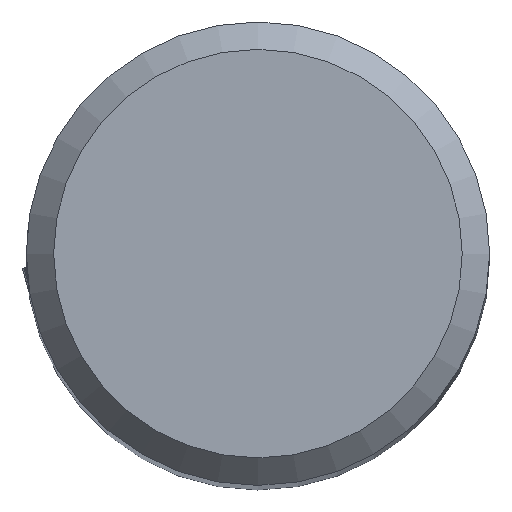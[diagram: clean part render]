
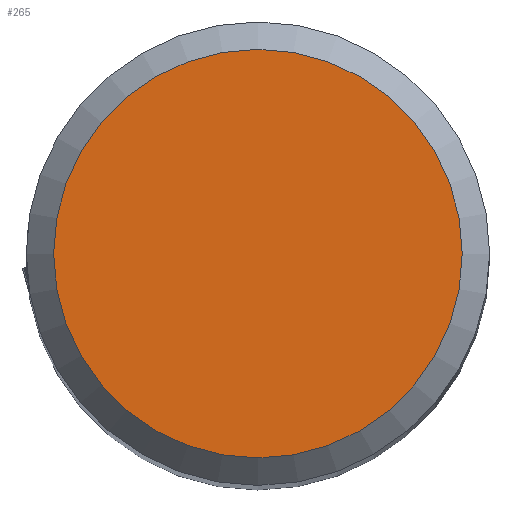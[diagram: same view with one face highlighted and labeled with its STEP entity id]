
A CAD part, top view. The second image highlights one B-rep face of the part: STEP entity #265.
In plain terms, the highlighted planar face has unit normal (0, 0, 1).
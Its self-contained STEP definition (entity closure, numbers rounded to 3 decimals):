
#185=CIRCLE('',#1840,11.185);
#265=ADVANCED_FACE('TB_BL_N5_SU8',(#394),#354,.F.);
#354=PLANE('',#1842);
#394=FACE_OUTER_BOUND('',#496,.T.);
#496=EDGE_LOOP('',(#893));
#893=ORIENTED_EDGE('',*,*,#1512,.T.);
#1340=VERTEX_POINT('',#2695);
#1512=EDGE_CURVE('',#1340,#1340,#185,.T.);
#1840=AXIS2_PLACEMENT_3D('',#2694,#2072,#2073);
#1842=AXIS2_PLACEMENT_3D('',#2697,#2076,#2077);
#2072=DIRECTION('',(0.,0.,1.));
#2073=DIRECTION('',(1.,0.,0.));
#2076=DIRECTION('',(0.,0.,-1.));
#2077=DIRECTION('',(-1.,0.,0.));
#2694=CARTESIAN_POINT('',(0.,0.,0.));
#2695=CARTESIAN_POINT('',(11.185,0.,0.));
#2697=CARTESIAN_POINT('',(11.185,0.,0.));
